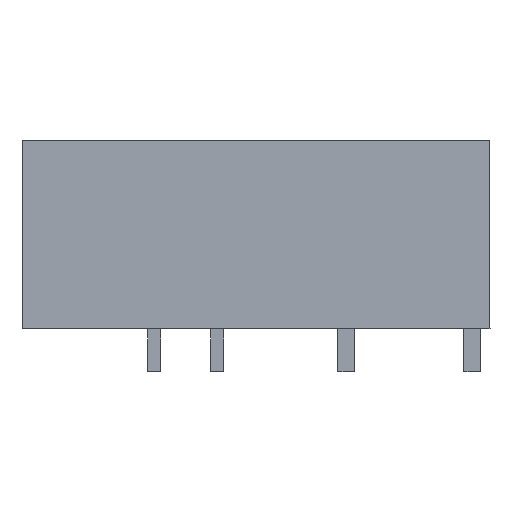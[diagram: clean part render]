
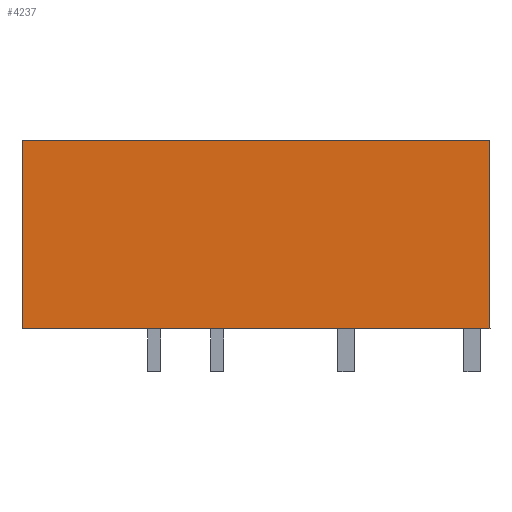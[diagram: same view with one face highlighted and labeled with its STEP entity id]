
A CAD part, left-side view. The second image highlights one B-rep face of the part: STEP entity #4237.
In plain terms, the highlighted planar face has unit normal (-1, 0, 0).
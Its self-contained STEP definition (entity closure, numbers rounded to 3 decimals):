
#4224=AXIS2_PLACEMENT_3D('Plane Axis2P3D',#4221,#4222,#4223) ;
#1444=CARTESIAN_POINT('Vertex',(0.,0.,14.)) ;
#1447=CARTESIAN_POINT('Line Origine',(0.,0.,8.3)) ;
#1451=CARTESIAN_POINT('Vertex',(0.,0.,2.6)) ;
#1571=CARTESIAN_POINT('Line Origine',(0.,14.15,2.6)) ;
#1575=CARTESIAN_POINT('Vertex',(0.,28.3,2.6)) ;
#3398=CARTESIAN_POINT('Vertex',(0.,28.3,14.)) ;
#3507=CARTESIAN_POINT('Line Origine',(0.,28.3,8.3)) ;
#4221=CARTESIAN_POINT('Axis2P3D Location',(0.,0.,17.5)) ;
#4226=CARTESIAN_POINT('Line Origine',(0.,14.15,14.)) ;
#1448=DIRECTION('Vector Direction',(0.,0.,-1.)) ;
#1572=DIRECTION('Vector Direction',(0.,-1.,0.)) ;
#3508=DIRECTION('Vector Direction',(0.,0.,1.)) ;
#4222=DIRECTION('Axis2P3D Direction',(-1.,0.,0.)) ;
#4223=DIRECTION('Axis2P3D XDirection',(0.,1.,0.)) ;
#4227=DIRECTION('Vector Direction',(0.,-1.,0.)) ;
#1449=VECTOR('Line Direction',#1448,1.) ;
#1573=VECTOR('Line Direction',#1572,1.) ;
#3509=VECTOR('Line Direction',#3508,1.) ;
#4228=VECTOR('Line Direction',#4227,1.) ;
#4232=ORIENTED_EDGE('',*,*,#4230,.F.) ;
#4233=ORIENTED_EDGE('',*,*,#3511,.F.) ;
#4234=ORIENTED_EDGE('',*,*,#1577,.T.) ;
#4235=ORIENTED_EDGE('',*,*,#1453,.T.) ;
#4237=ADVANCED_FACE('model',(#4236),#4225,.T.) ;
#1453=EDGE_CURVE('',#1452,#1445,#1450,.F.) ;
#1577=EDGE_CURVE('',#1576,#1452,#1574,.T.) ;
#3511=EDGE_CURVE('',#1576,#3399,#3510,.T.) ;
#4230=EDGE_CURVE('',#3399,#1445,#4229,.T.) ;
#4231=EDGE_LOOP('',(#4232,#4233,#4234,#4235)) ;
#4236=FACE_OUTER_BOUND('',#4231,.T.) ;
#1450=LINE('Line',#1447,#1449) ;
#1574=LINE('Line',#1571,#1573) ;
#3510=LINE('Line',#3507,#3509) ;
#4229=LINE('Line',#4226,#4228) ;
#4225=PLANE('',#4224) ;
#1445=VERTEX_POINT('',#1444) ;
#1452=VERTEX_POINT('',#1451) ;
#1576=VERTEX_POINT('',#1575) ;
#3399=VERTEX_POINT('',#3398) ;
